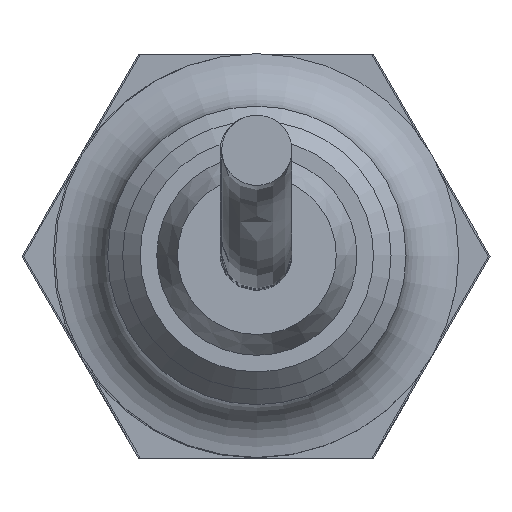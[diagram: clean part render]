
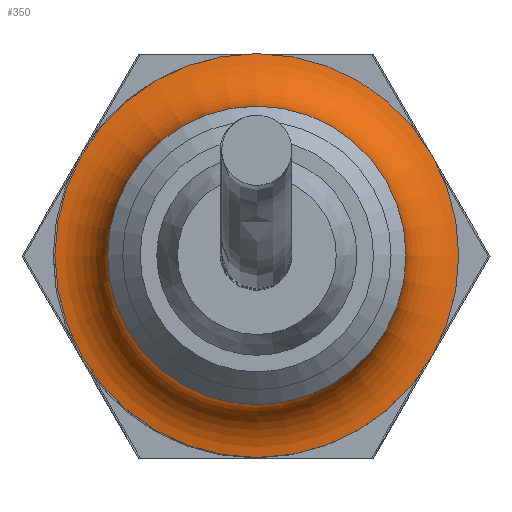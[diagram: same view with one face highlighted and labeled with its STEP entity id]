
A CAD part, top view. The second image highlights one B-rep face of the part: STEP entity #350.
In plain terms, the highlighted toroidal (fillet/blend) face has major radius 11.815 mm and minor radius 3.315 mm.
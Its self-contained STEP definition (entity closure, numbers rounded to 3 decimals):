
#350 = ADVANCED_FACE( '', ( #778, #779 ), #780, .F. );
#778 = FACE_OUTER_BOUND( '', #2161, .T. );
#779 = FACE_OUTER_BOUND( '', #2162, .T. );
#780 = TOROIDAL_SURFACE( '', #2163, 11.815, 3.315 );
#2161 = EDGE_LOOP( '', ( #3292 ) );
#2162 = EDGE_LOOP( '', ( #3293 ) );
#2163 = AXIS2_PLACEMENT_3D( '', #3294, #3295, #3296 );
#3292 = ORIENTED_EDGE( '', *, *, #3822, .T. );
#3293 = ORIENTED_EDGE( '', *, *, #3631, .F. );
#3294 = CARTESIAN_POINT( '', ( 0., 0., 10.5 ) );
#3295 = DIRECTION( '', ( 0., 0., 1. ) );
#3296 = DIRECTION( '', ( 1., 0., 0. ) );
#3631 = EDGE_CURVE( '', #4009, #4009, #4010, .T. );
#3822 = EDGE_CURVE( '', #4315, #4315, #4316, .T. );
#4009 = VERTEX_POINT( '', #4628 );
#4010 = CIRCLE( '', #4629, 8.5 );
#4315 = VERTEX_POINT( '', #4999 );
#4316 = CIRCLE( '', #5000, 11.5 );
#4628 = CARTESIAN_POINT( '', ( 8.5, 0., 10.5 ) );
#4629 = AXIS2_PLACEMENT_3D( '', #5245, #5246, #5247 );
#4999 = CARTESIAN_POINT( '', ( 11.5, 0., 7.2 ) );
#5000 = AXIS2_PLACEMENT_3D( '', #5568, #5569, #5570 );
#5245 = CARTESIAN_POINT( '', ( 0., 0., 10.5 ) );
#5246 = DIRECTION( '', ( 0., 0., 1. ) );
#5247 = DIRECTION( '', ( 1., 0., 0. ) );
#5568 = CARTESIAN_POINT( '', ( 0., 0., 7.2 ) );
#5569 = DIRECTION( '', ( 0., 0., 1. ) );
#5570 = DIRECTION( '', ( 1., 0., 0. ) );
